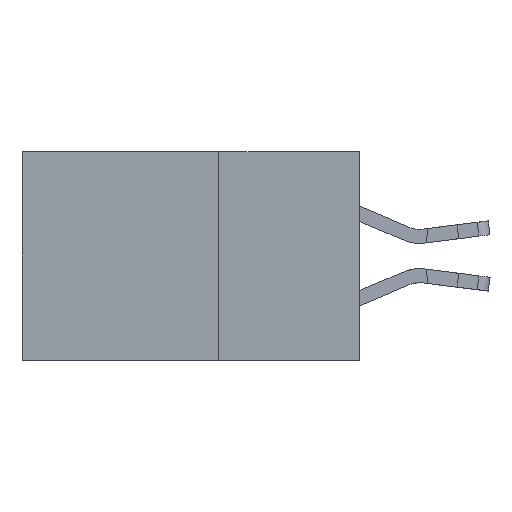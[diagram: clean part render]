
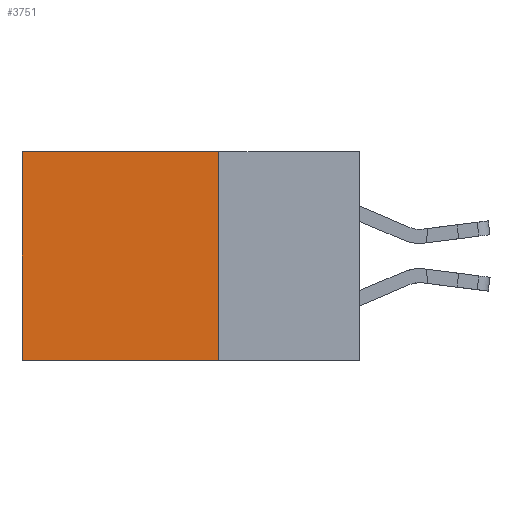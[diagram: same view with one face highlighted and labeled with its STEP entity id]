
A CAD part, left-side view. The second image highlights one B-rep face of the part: STEP entity #3751.
In plain terms, the highlighted planar face has unit normal (-1, 0, 0).
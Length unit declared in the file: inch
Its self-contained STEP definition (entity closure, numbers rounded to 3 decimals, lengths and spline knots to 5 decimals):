
#6 = DIRECTION ( 'NONE',  ( 0., 0., -1. ) ) ;
#546 = CARTESIAN_POINT ( 'NONE',  ( 0.2875, 0.25, 0. ) ) ;
#1648 = VECTOR ( 'NONE', #3855, 39.37008 ) ;
#1936 = ORIENTED_EDGE ( 'NONE', *, *, #14822, .F. ) ;
#1994 = ORIENTED_EDGE ( 'NONE', *, *, #12680, .F. ) ;
#2039 = CARTESIAN_POINT ( 'NONE',  ( 0.2875, 0.25, 0. ) ) ;
#2442 = VERTEX_POINT ( 'NONE', #7591 ) ;
#3751 = ADVANCED_FACE ( 'NONE', ( #5837 ), #5933, .F. ) ;
#3855 = DIRECTION ( 'NONE',  ( 0., 1., 0. ) ) ;
#4424 = CARTESIAN_POINT ( 'NONE',  ( 0.2875, 0.6, -0.37 ) ) ;
#4926 = ORIENTED_EDGE ( 'NONE', *, *, #15327, .T. ) ;
#5837 = FACE_OUTER_BOUND ( 'NONE', #8734, .T. ) ;
#5933 = PLANE ( 'NONE',  #14886 ) ;
#6458 = CARTESIAN_POINT ( 'NONE',  ( 0.2875, 0.25, -0.37 ) ) ;
#6768 = VERTEX_POINT ( 'NONE', #10215 ) ;
#6892 = LINE ( 'NONE', #8045, #15935 ) ;
#7591 = CARTESIAN_POINT ( 'NONE',  ( 0.2875, 0.25, -0.37 ) ) ;
#7693 = DIRECTION ( 'NONE',  ( 0., 0., -1. ) ) ;
#7711 = CARTESIAN_POINT ( 'NONE',  ( 0.2875, 0.6, 0. ) ) ;
#8045 = CARTESIAN_POINT ( 'NONE',  ( 0.2875, 0.6, 0. ) ) ;
#8595 = VECTOR ( 'NONE', #16694, 39.37008 ) ;
#8734 = EDGE_LOOP ( 'NONE', ( #4926, #1936, #1994, #17192 ) ) ;
#9476 = VERTEX_POINT ( 'NONE', #7711 ) ;
#10215 = CARTESIAN_POINT ( 'NONE',  ( 0.2875, 0.25, 0. ) ) ;
#12316 = CARTESIAN_POINT ( 'NONE',  ( 0.2875, 0.25, 0. ) ) ;
#12680 = EDGE_CURVE ( 'NONE', #6768, #2442, #20465, .T. ) ;
#14084 = VERTEX_POINT ( 'NONE', #4424 ) ;
#14493 = EDGE_CURVE ( 'NONE', #6768, #9476, #15459, .T. ) ;
#14822 = EDGE_CURVE ( 'NONE', #2442, #14084, #21892, .T. ) ;
#14886 = AXIS2_PLACEMENT_3D ( 'NONE', #546, #17804, #7693 ) ;
#15327 = EDGE_CURVE ( 'NONE', #9476, #14084, #6892, .T. ) ;
#15459 = LINE ( 'NONE', #2039, #1648 ) ;
#15935 = VECTOR ( 'NONE', #21437, 39.37008 ) ;
#16029 = VECTOR ( 'NONE', #6, 39.37008 ) ;
#16694 = DIRECTION ( 'NONE',  ( 0., 1., 0. ) ) ;
#17192 = ORIENTED_EDGE ( 'NONE', *, *, #14493, .T. ) ;
#17804 = DIRECTION ( 'NONE',  ( 1., 0., 0. ) ) ;
#20465 = LINE ( 'NONE', #12316, #16029 ) ;
#21437 = DIRECTION ( 'NONE',  ( 0., 0., -1. ) ) ;
#21892 = LINE ( 'NONE', #6458, #8595 ) ;
